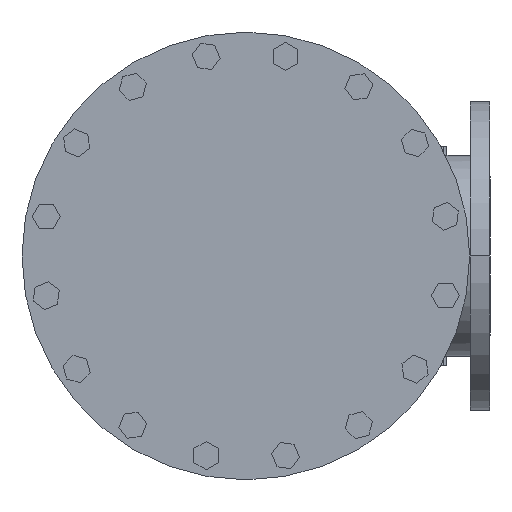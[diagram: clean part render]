
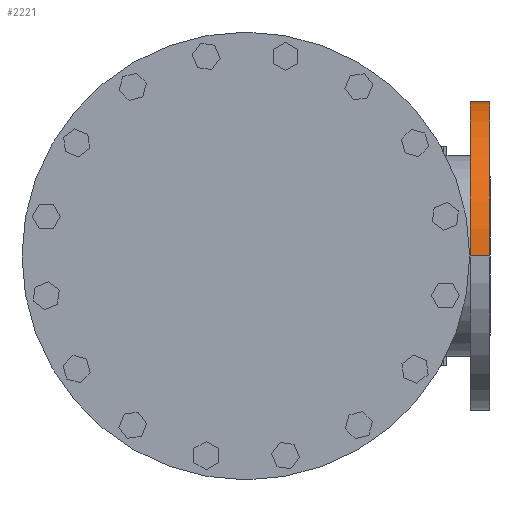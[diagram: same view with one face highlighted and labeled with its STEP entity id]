
A CAD part, left-side view. The second image highlights one B-rep face of the part: STEP entity #2221.
In plain terms, the highlighted cylindrical face has radius 241.3 mm (diameter 482.6 mm), a partial arc.
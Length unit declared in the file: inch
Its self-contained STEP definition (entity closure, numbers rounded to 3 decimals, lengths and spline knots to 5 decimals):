
#295 = VERTEX_POINT ( 'NONE', #11463 ) ;
#856 = CARTESIAN_POINT ( 'NONE',  ( 16.14049, -13.8, 0. ) ) ;
#2221 = ADVANCED_FACE ( 'NONE', ( #3272 ), #18436, .T. ) ;
#2839 = VECTOR ( 'NONE', #13337, 39.37008 ) ;
#3107 = DIRECTION ( 'NONE',  ( 0., -1., 0. ) ) ;
#3272 = FACE_OUTER_BOUND ( 'NONE', #18416, .T. ) ;
#3935 = ORIENTED_EDGE ( 'NONE', *, *, #25115, .T. ) ;
#4015 = EDGE_CURVE ( 'NONE', #14595, #16737, #16021, .T. ) ;
#5258 = CARTESIAN_POINT ( 'NONE',  ( 25.64049, -13.8, 0. ) ) ;
#10395 = ORIENTED_EDGE ( 'NONE', *, *, #4015, .T. ) ;
#11021 = DIRECTION ( 'NONE',  ( 1., 0., 0. ) ) ;
#11463 = CARTESIAN_POINT ( 'NONE',  ( 25.64049, -15., 0. ) ) ;
#12592 = LINE ( 'NONE', #5258, #17530 ) ;
#12608 = CIRCLE ( 'NONE', #20352, 9.5 ) ;
#13337 = DIRECTION ( 'NONE',  ( 0., -1., 0. ) ) ;
#13411 = DIRECTION ( 'NONE',  ( 0., -1., 0. ) ) ;
#14595 = VERTEX_POINT ( 'NONE', #18368 ) ;
#15468 = CARTESIAN_POINT ( 'NONE',  ( 6.64049, -15., 0. ) ) ;
#16021 = LINE ( 'NONE', #23905, #2839 ) ;
#16290 = DIRECTION ( 'NONE',  ( 0., -1., 0. ) ) ;
#16391 = CARTESIAN_POINT ( 'NONE',  ( 16.14049, -13.8, 0. ) ) ;
#16737 = VERTEX_POINT ( 'NONE', #15468 ) ;
#17530 = VECTOR ( 'NONE', #3107, 39.37008 ) ;
#18368 = CARTESIAN_POINT ( 'NONE',  ( 6.64049, -13.8, 0. ) ) ;
#18416 = EDGE_LOOP ( 'NONE', ( #3935, #10395, #21099, #24658 ) ) ;
#18436 = CYLINDRICAL_SURFACE ( 'NONE', #23568, 9.5 ) ;
#18973 = EDGE_CURVE ( 'NONE', #20653, #295, #12592, .T. ) ;
#20208 = DIRECTION ( 'NONE',  ( 1., 0., 0. ) ) ;
#20310 = DIRECTION ( 'NONE',  ( 0., -1., 0. ) ) ;
#20352 = AXIS2_PLACEMENT_3D ( 'NONE', #26904, #20310, #20208 ) ;
#20414 = CARTESIAN_POINT ( 'NONE',  ( 25.64049, -13.8, 0. ) ) ;
#20653 = VERTEX_POINT ( 'NONE', #20414 ) ;
#21099 = ORIENTED_EDGE ( 'NONE', *, *, #26142, .F. ) ;
#23568 = AXIS2_PLACEMENT_3D ( 'NONE', #16391, #16290, #26885 ) ;
#23614 = CIRCLE ( 'NONE', #25848, 9.5 ) ;
#23905 = CARTESIAN_POINT ( 'NONE',  ( 6.64049, -13.8, 0. ) ) ;
#24658 = ORIENTED_EDGE ( 'NONE', *, *, #18973, .F. ) ;
#25115 = EDGE_CURVE ( 'NONE', #20653, #14595, #23614, .T. ) ;
#25848 = AXIS2_PLACEMENT_3D ( 'NONE', #856, #13411, #11021 ) ;
#26142 = EDGE_CURVE ( 'NONE', #295, #16737, #12608, .T. ) ;
#26885 = DIRECTION ( 'NONE',  ( 1., 0., 0. ) ) ;
#26904 = CARTESIAN_POINT ( 'NONE',  ( 16.14049, -15., 0. ) ) ;
